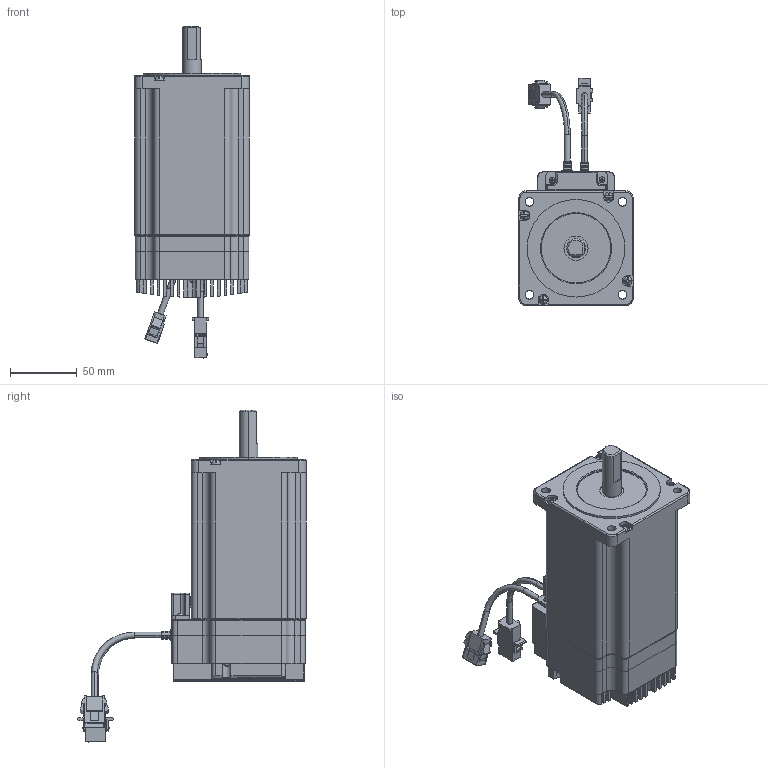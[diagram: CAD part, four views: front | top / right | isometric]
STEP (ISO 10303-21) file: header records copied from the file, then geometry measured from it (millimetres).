
FILE_DESCRIPTION (( 'STEP AP203' ), '1' );
FILE_NAME ('BM-86L Assembly_091218.STEP', '2013-10-31T06:16:38', ( '' ), ( '' ), 'SwSTEP 2.0', 'SolidWorks 2012', '' );
FILE_SCHEMA (( 'CONFIG_CONTROL_DESIGN' ));
Length unit declared in the file: millimetre
Products named in the file (13): BM-86L Assembly_091218; MainBM-86M-assembly-1; MainPower_Cable_86BM-1; Mainconnector-B86-1; MainM3-screw5 Duplicate19-1; MainM3-screw4 Duplicate18-1; MainM3-screw2 Duplicate17-1; MainM3-screw3 Duplicate16-1; MainM3-screw Duplicate15-1; MainEZST_86_Heat_Sink Duplicate14-1; MainEZST_86_Lower_Case Duplicate13-1; MainEZST_86_Cable_Cover Duplicate12-1; MainBM-86M Duplicate11-1
Assembly tree (12 placements, depth 3):
  BM-86L Assembly_091218
    MainBM-86M-assembly-1
      MainBM-86M Duplicate11-1
      MainEZST_86_Cable_Cover Duplicate12-1
      MainEZST_86_Lower_Case Duplicate13-1
      MainEZST_86_Heat_Sink Duplicate14-1
      MainM3-screw Duplicate15-1
      MainM3-screw3 Duplicate16-1
      MainM3-screw2 Duplicate17-1
      MainM3-screw4 Duplicate18-1
      MainM3-screw5 Duplicate19-1
      Mainconnector-B86-1
      MainPower_Cable_86BM-1
Bounding box: 86 x 170.75 x 248.5 mm (x, y, z)
Volume: 923505.3 mm3; surface area: 153516.1 mm2
Topology: 11 solids, 11 shells, 1021 faces, 2742 edges, 1782 vertices
Faces by surface type: plane 589, cylinder 348, bspline 43, sphere 22, cone 15, torus 4
Entity records: 35140 total; most frequent: CARTESIAN_POINT 7806, DIRECTION 5520, ORIENTED_EDGE 5404, EDGE_CURVE 2702, AXIS2_PLACEMENT_3D 1909, VERTEX_POINT 1764, LINE 1702, VECTOR 1702
